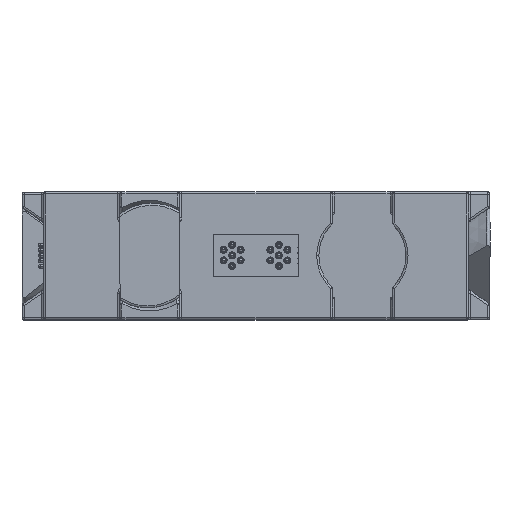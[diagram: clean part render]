
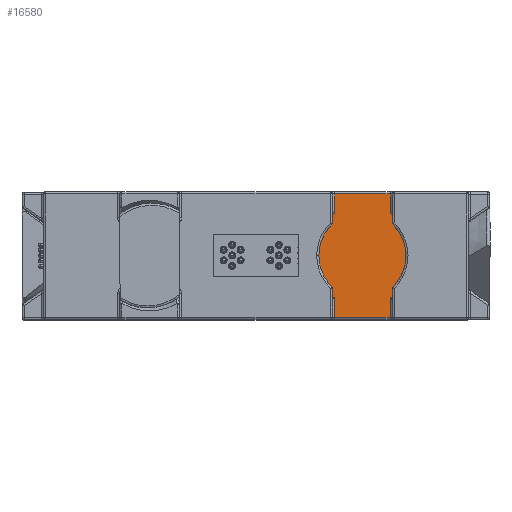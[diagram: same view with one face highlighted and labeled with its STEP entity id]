
A CAD part, top view. The second image highlights one B-rep face of the part: STEP entity #16580.
In plain terms, the highlighted planar face has unit normal (0, 0, 1).
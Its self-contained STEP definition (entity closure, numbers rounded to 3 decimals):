
#671 = CARTESIAN_POINT ( 'NONE',  ( 37., 19.207, 90. ) ) ;
#732 = CIRCLE ( 'NONE', #16659, 23.768 ) ;
#1286 = ORIENTED_EDGE ( 'NONE', *, *, #7209, .T. ) ;
#1629 = EDGE_CURVE ( 'NONE', #25236, #13241, #25228, .T. ) ;
#1725 = CARTESIAN_POINT ( 'NONE',  ( 63., 29., 90. ) ) ;
#2067 = VECTOR ( 'NONE', #11639, 1000. ) ;
#2134 = AXIS2_PLACEMENT_3D ( 'NONE', #26421, #6917, #15577 ) ;
#2249 = CIRCLE ( 'NONE', #2134, 23.768 ) ;
#2880 = CARTESIAN_POINT ( 'NONE',  ( 63., -19.207, 90. ) ) ;
#3234 = DIRECTION ( 'NONE',  ( 0., 0., -1. ) ) ;
#3359 = CARTESIAN_POINT ( 'NONE',  ( 36., 29., 90. ) ) ;
#3964 = CARTESIAN_POINT ( 'NONE',  ( 37., 19.898, 90. ) ) ;
#4753 = EDGE_CURVE ( 'NONE', #19881, #11689, #22861, .T. ) ;
#5371 = FACE_OUTER_BOUND ( 'NONE', #16085, .T. ) ;
#5403 = CARTESIAN_POINT ( 'NONE',  ( 50., 0., 90. ) ) ;
#5677 = AXIS2_PLACEMENT_3D ( 'NONE', #22726, #3234, #11983 ) ;
#5869 = ORIENTED_EDGE ( 'NONE', *, *, #23509, .T. ) ;
#6528 = CARTESIAN_POINT ( 'NONE',  ( 26.232, 0., 90. ) ) ;
#6542 = CARTESIAN_POINT ( 'NONE',  ( 50., 0., 90. ) ) ;
#6917 = DIRECTION ( 'NONE',  ( 0., 0., 1. ) ) ;
#6922 = LINE ( 'NONE', #15585, #27826 ) ;
#7192 = CARTESIAN_POINT ( 'NONE',  ( 36., -29., 90. ) ) ;
#7209 = EDGE_CURVE ( 'NONE', #13869, #24961, #2249, .T. ) ;
#8538 = VECTOR ( 'NONE', #27113, 1000. ) ;
#9419 = CARTESIAN_POINT ( 'NONE',  ( 63., -19.898, 90. ) ) ;
#9429 = DIRECTION ( 'NONE',  ( 0., -1., 0. ) ) ;
#9771 = LINE ( 'NONE', #18357, #8538 ) ;
#11534 = VECTOR ( 'NONE', #12107, 1000. ) ;
#11639 = DIRECTION ( 'NONE',  ( 0., 1., 0. ) ) ;
#11689 = VERTEX_POINT ( 'NONE', #26236 ) ;
#11983 = DIRECTION ( 'NONE',  ( -1., 0., 0. ) ) ;
#12107 = DIRECTION ( 'NONE',  ( -1., 0., 0. ) ) ;
#12329 = ORIENTED_EDGE ( 'NONE', *, *, #16042, .T. ) ;
#13241 = VERTEX_POINT ( 'NONE', #22364 ) ;
#13869 = VERTEX_POINT ( 'NONE', #6528 ) ;
#14070 = PLANE ( 'NONE',  #5677 ) ;
#14106 = DIRECTION ( 'NONE',  ( 0., 0., 1. ) ) ;
#14345 = EDGE_CURVE ( 'NONE', #24961, #27144, #9771, .T. ) ;
#15211 = DIRECTION ( 'NONE',  ( 0., 0., 1. ) ) ;
#15577 = DIRECTION ( 'NONE',  ( -1., 0., 0. ) ) ;
#15585 = CARTESIAN_POINT ( 'NONE',  ( 63., 30., 90. ) ) ;
#15659 = VECTOR ( 'NONE', #9429, 1000. ) ;
#15852 = DIRECTION ( 'NONE',  ( 1., 0., 0. ) ) ;
#16042 = EDGE_CURVE ( 'NONE', #11689, #20573, #20180, .T. ) ;
#16085 = EDGE_LOOP ( 'NONE', ( #16947, #19064, #5869, #27525, #12329, #23096, #1286, #22947, #24958 ) ) ;
#16231 = CARTESIAN_POINT ( 'NONE',  ( 37., -19.898, 90. ) ) ;
#16580 = ADVANCED_FACE ( 'NONE', ( #5371 ), #14070, .F. ) ;
#16659 = AXIS2_PLACEMENT_3D ( 'NONE', #5403, #14106, #22770 ) ;
#16947 = ORIENTED_EDGE ( 'NONE', *, *, #17520, .T. ) ;
#17520 = EDGE_CURVE ( 'NONE', #28015, #25236, #22384, .T. ) ;
#18357 = CARTESIAN_POINT ( 'NONE',  ( 37., -30., 90. ) ) ;
#19064 = ORIENTED_EDGE ( 'NONE', *, *, #1629, .T. ) ;
#19881 = VERTEX_POINT ( 'NONE', #1725 ) ;
#20180 = LINE ( 'NONE', #671, #15659 ) ;
#20573 = VERTEX_POINT ( 'NONE', #3964 ) ;
#22364 = CARTESIAN_POINT ( 'NONE',  ( 63., 19.898, 90. ) ) ;
#22384 = LINE ( 'NONE', #2880, #2067 ) ;
#22726 = CARTESIAN_POINT ( 'NONE',  ( 36., -30., 90. ) ) ;
#22770 = DIRECTION ( 'NONE',  ( -1., 0., 0. ) ) ;
#22861 = LINE ( 'NONE', #3359, #11534 ) ;
#22947 = ORIENTED_EDGE ( 'NONE', *, *, #14345, .T. ) ;
#23096 = ORIENTED_EDGE ( 'NONE', *, *, #27422, .T. ) ;
#23509 = EDGE_CURVE ( 'NONE', #13241, #19881, #6922, .T. ) ;
#23569 = EDGE_CURVE ( 'NONE', #27144, #28015, #26693, .T. ) ;
#23906 = DIRECTION ( 'NONE',  ( -1., 0., 0. ) ) ;
#24271 = DIRECTION ( 'NONE',  ( 0., 1., 0. ) ) ;
#24425 = CARTESIAN_POINT ( 'NONE',  ( 63., -29., 90. ) ) ;
#24497 = CARTESIAN_POINT ( 'NONE',  ( 37., -29., 90. ) ) ;
#24958 = ORIENTED_EDGE ( 'NONE', *, *, #23569, .T. ) ;
#24961 = VERTEX_POINT ( 'NONE', #16231 ) ;
#25215 = AXIS2_PLACEMENT_3D ( 'NONE', #6542, #15211, #23906 ) ;
#25228 = CIRCLE ( 'NONE', #25215, 23.768 ) ;
#25236 = VERTEX_POINT ( 'NONE', #9419 ) ;
#26236 = CARTESIAN_POINT ( 'NONE',  ( 37., 29., 90. ) ) ;
#26421 = CARTESIAN_POINT ( 'NONE',  ( 50., 0., 90. ) ) ;
#26454 = VECTOR ( 'NONE', #15852, 1000. ) ;
#26693 = LINE ( 'NONE', #7192, #26454 ) ;
#27113 = DIRECTION ( 'NONE',  ( 0., -1., 0. ) ) ;
#27144 = VERTEX_POINT ( 'NONE', #24497 ) ;
#27422 = EDGE_CURVE ( 'NONE', #20573, #13869, #732, .T. ) ;
#27525 = ORIENTED_EDGE ( 'NONE', *, *, #4753, .T. ) ;
#27826 = VECTOR ( 'NONE', #24271, 1000. ) ;
#28015 = VERTEX_POINT ( 'NONE', #24425 ) ;
